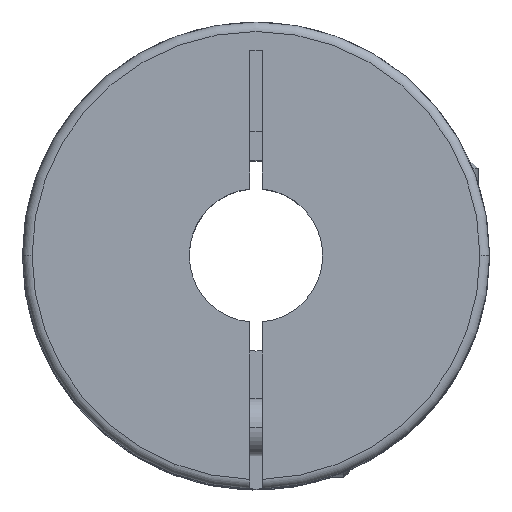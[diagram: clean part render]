
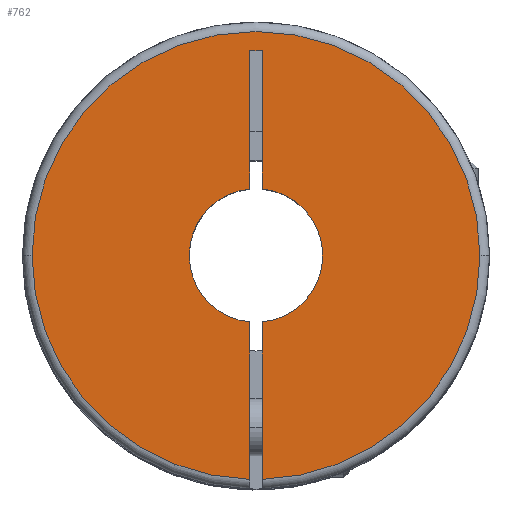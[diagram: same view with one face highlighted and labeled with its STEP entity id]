
A CAD part, top view. The second image highlights one B-rep face of the part: STEP entity #762.
In plain terms, the highlighted planar face has unit normal (0, 0, 1).
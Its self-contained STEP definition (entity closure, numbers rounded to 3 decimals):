
#1 = EDGE_CURVE ( 'NONE', #510, #3129, #3695, .T. ) ;
#11 = CARTESIAN_POINT ( 'NONE',  ( 0.65, 6.97, 0. ) ) ;
#24 = LINE ( 'NONE', #3325, #1454 ) ;
#46 = CARTESIAN_POINT ( 'NONE',  ( -7., 0., 0. ) ) ;
#56 = ORIENTED_EDGE ( 'NONE', *, *, #1640, .F. ) ;
#122 = FACE_OUTER_BOUND ( 'NONE', #1419, .T. ) ;
#170 = CARTESIAN_POINT ( 'NONE',  ( -23.5, 0., 0. ) ) ;
#207 = AXIS2_PLACEMENT_3D ( 'NONE', #1033, #726, #3183 ) ;
#224 = CIRCLE ( 'NONE', #3691, 23.5 ) ;
#258 = CIRCLE ( 'NONE', #579, 7. ) ;
#337 = CARTESIAN_POINT ( 'NONE',  ( -0.65, -23.491, 0. ) ) ;
#392 = ORIENTED_EDGE ( 'NONE', *, *, #1055, .T. ) ;
#393 = EDGE_CURVE ( 'NONE', #3129, #1751, #2429, .T. ) ;
#425 = CIRCLE ( 'NONE', #3058, 7. ) ;
#498 = ORIENTED_EDGE ( 'NONE', *, *, #1, .F. ) ;
#508 = CARTESIAN_POINT ( 'NONE',  ( 0., 0., 0. ) ) ;
#510 = VERTEX_POINT ( 'NONE', #11 ) ;
#549 = CARTESIAN_POINT ( 'NONE',  ( 0., 0., 0. ) ) ;
#551 = CARTESIAN_POINT ( 'NONE',  ( 0.65, -6.97, 0. ) ) ;
#579 = AXIS2_PLACEMENT_3D ( 'NONE', #3240, #3263, #2998 ) ;
#654 = CARTESIAN_POINT ( 'NONE',  ( -0.65, 21.5, 0. ) ) ;
#689 = LINE ( 'NONE', #3127, #2893 ) ;
#692 = CARTESIAN_POINT ( 'NONE',  ( 0.65, -24.5, 0. ) ) ;
#726 = DIRECTION ( 'NONE',  ( 0., 0., -1. ) ) ;
#750 = EDGE_CURVE ( 'NONE', #3943, #3933, #224, .T. ) ;
#762 = ADVANCED_FACE ( 'NONE', ( #122 ), #2573, .F. ) ;
#779 = VECTOR ( 'NONE', #3016, 1000. ) ;
#787 = DIRECTION ( 'NONE',  ( -1., 0., 0. ) ) ;
#814 = ORIENTED_EDGE ( 'NONE', *, *, #1599, .F. ) ;
#852 = VERTEX_POINT ( 'NONE', #46 ) ;
#937 = DIRECTION ( 'NONE',  ( 0., -1., 0. ) ) ;
#1033 = CARTESIAN_POINT ( 'NONE',  ( 0., 0., 0. ) ) ;
#1055 = EDGE_CURVE ( 'NONE', #852, #2986, #425, .T. ) ;
#1131 = DIRECTION ( 'NONE',  ( 0., -1., 0. ) ) ;
#1184 = EDGE_CURVE ( 'NONE', #3933, #3108, #24, .T. ) ;
#1363 = VERTEX_POINT ( 'NONE', #170 ) ;
#1410 = ORIENTED_EDGE ( 'NONE', *, *, #750, .F. ) ;
#1419 = EDGE_LOOP ( 'NONE', ( #2630, #56, #1897, #392, #814, #2613, #498, #2201, #3649, #1410, #1621 ) ) ;
#1454 = VECTOR ( 'NONE', #2109, 1000. ) ;
#1549 = AXIS2_PLACEMENT_3D ( 'NONE', #2816, #2105, #2122 ) ;
#1599 = EDGE_CURVE ( 'NONE', #1751, #2986, #2202, .T. ) ;
#1621 = ORIENTED_EDGE ( 'NONE', *, *, #2054, .F. ) ;
#1635 = CARTESIAN_POINT ( 'NONE',  ( -0.65, 6.97, 0. ) ) ;
#1640 = EDGE_CURVE ( 'NONE', #2978, #2576, #689, .T. ) ;
#1724 = CARTESIAN_POINT ( 'NONE',  ( 0., 0., 0. ) ) ;
#1730 = DIRECTION ( 'NONE',  ( 0., 0., -1. ) ) ;
#1751 = VERTEX_POINT ( 'NONE', #1939 ) ;
#1897 = ORIENTED_EDGE ( 'NONE', *, *, #3074, .T. ) ;
#1898 = DIRECTION ( 'NONE',  ( 0., 1., 0. ) ) ;
#1939 = CARTESIAN_POINT ( 'NONE',  ( -0.65, 21.5, 0. ) ) ;
#1995 = CIRCLE ( 'NONE', #207, 23.5 ) ;
#2054 = EDGE_CURVE ( 'NONE', #1363, #3943, #1995, .T. ) ;
#2087 = CARTESIAN_POINT ( 'NONE',  ( 0.65, 21.5, 0. ) ) ;
#2105 = DIRECTION ( 'NONE',  ( 0., 0., -1. ) ) ;
#2109 = DIRECTION ( 'NONE',  ( 0., 1., 0. ) ) ;
#2122 = DIRECTION ( 'NONE',  ( -1., 0., 0. ) ) ;
#2126 = CIRCLE ( 'NONE', #3935, 7. ) ;
#2201 = ORIENTED_EDGE ( 'NONE', *, *, #3557, .T. ) ;
#2202 = LINE ( 'NONE', #654, #2374 ) ;
#2276 = AXIS2_PLACEMENT_3D ( 'NONE', #3498, #2404, #1131 ) ;
#2312 = DIRECTION ( 'NONE',  ( 0., 0., -1. ) ) ;
#2363 = VECTOR ( 'NONE', #1898, 1000. ) ;
#2374 = VECTOR ( 'NONE', #2825, 1000. ) ;
#2404 = DIRECTION ( 'NONE',  ( 0., 0., -1. ) ) ;
#2429 = LINE ( 'NONE', #2087, #779 ) ;
#2573 = PLANE ( 'NONE',  #2276 ) ;
#2576 = VERTEX_POINT ( 'NONE', #337 ) ;
#2608 = CARTESIAN_POINT ( 'NONE',  ( 0.65, -23.491, 0. ) ) ;
#2613 = ORIENTED_EDGE ( 'NONE', *, *, #393, .F. ) ;
#2630 = ORIENTED_EDGE ( 'NONE', *, *, #3683, .F. ) ;
#2717 = CARTESIAN_POINT ( 'NONE',  ( 0.65, 21.5, 0. ) ) ;
#2816 = CARTESIAN_POINT ( 'NONE',  ( 0., 0., 0. ) ) ;
#2825 = DIRECTION ( 'NONE',  ( 0., -1., 0. ) ) ;
#2893 = VECTOR ( 'NONE', #937, 1000. ) ;
#2915 = DIRECTION ( 'NONE',  ( -1., 0., 0. ) ) ;
#2955 = DIRECTION ( 'NONE',  ( 0., 0., -1. ) ) ;
#2978 = VERTEX_POINT ( 'NONE', #3505 ) ;
#2986 = VERTEX_POINT ( 'NONE', #1635 ) ;
#2998 = DIRECTION ( 'NONE',  ( -1., 0., 0. ) ) ;
#3016 = DIRECTION ( 'NONE',  ( -1., 0., 0. ) ) ;
#3058 = AXIS2_PLACEMENT_3D ( 'NONE', #549, #2312, #787 ) ;
#3074 = EDGE_CURVE ( 'NONE', #2978, #852, #2126, .T. ) ;
#3108 = VERTEX_POINT ( 'NONE', #551 ) ;
#3127 = CARTESIAN_POINT ( 'NONE',  ( -0.65, 21.5, 0. ) ) ;
#3129 = VERTEX_POINT ( 'NONE', #2717 ) ;
#3183 = DIRECTION ( 'NONE',  ( -1., 0., 0. ) ) ;
#3240 = CARTESIAN_POINT ( 'NONE',  ( 0., 0., 0. ) ) ;
#3263 = DIRECTION ( 'NONE',  ( 0., 0., -1. ) ) ;
#3268 = DIRECTION ( 'NONE',  ( -1., 0., 0. ) ) ;
#3278 = CARTESIAN_POINT ( 'NONE',  ( 23.5, 0., 0. ) ) ;
#3287 = CIRCLE ( 'NONE', #1549, 23.5 ) ;
#3325 = CARTESIAN_POINT ( 'NONE',  ( 0.65, -24.5, 0. ) ) ;
#3498 = CARTESIAN_POINT ( 'NONE',  ( 0., 0., 0. ) ) ;
#3505 = CARTESIAN_POINT ( 'NONE',  ( -0.65, -6.97, 0. ) ) ;
#3557 = EDGE_CURVE ( 'NONE', #510, #3108, #258, .T. ) ;
#3649 = ORIENTED_EDGE ( 'NONE', *, *, #1184, .F. ) ;
#3683 = EDGE_CURVE ( 'NONE', #2576, #1363, #3287, .T. ) ;
#3691 = AXIS2_PLACEMENT_3D ( 'NONE', #1724, #2955, #2915 ) ;
#3695 = LINE ( 'NONE', #692, #2363 ) ;
#3933 = VERTEX_POINT ( 'NONE', #2608 ) ;
#3935 = AXIS2_PLACEMENT_3D ( 'NONE', #508, #1730, #3268 ) ;
#3943 = VERTEX_POINT ( 'NONE', #3278 ) ;
